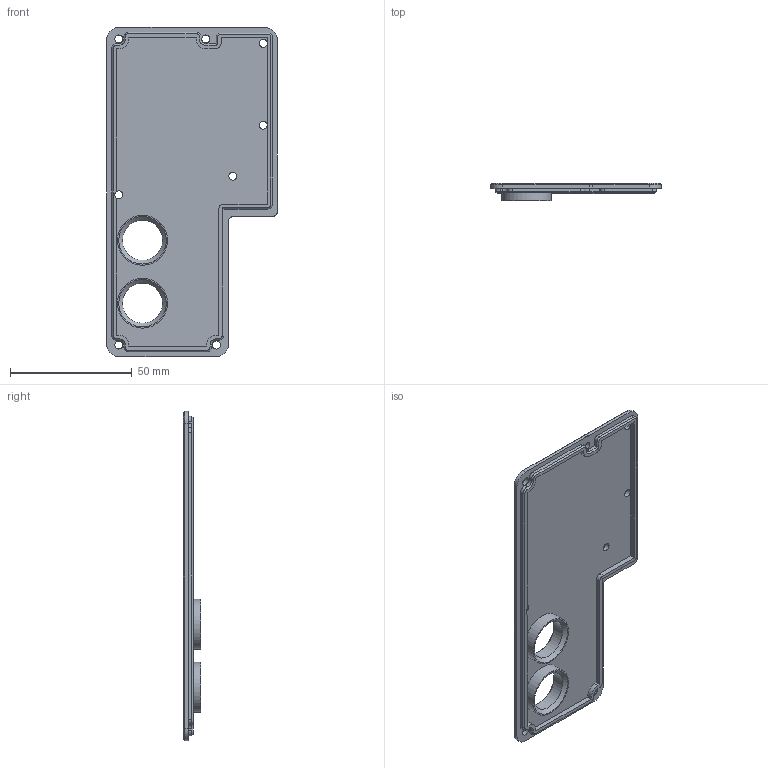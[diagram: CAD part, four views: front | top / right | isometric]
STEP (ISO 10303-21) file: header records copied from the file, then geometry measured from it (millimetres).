
FILE_DESCRIPTION(/* description */ (''),/* implementation_level */ '2;1');
FILE_NAME(/* name */ 'Case_Cover.step',/* time_stamp */ '2020-06-02T20:10:13+02:00',/* author */ (''),/* organization */ (''),/* preprocessor_version */ 'ST-DEVELOPER v18.1',/* originating_system */ 'Autodesk Translation Framework v9.3.0.1241',/* authorisation */ '');
FILE_SCHEMA (('AUTOMOTIVE_DESIGN { 1 0 10303 214 3 1 1 }'));
Length unit declared in the file: millimetre
Products named in the file (2): New Case flipped_Power; OBS-C-002-V1 v1
Assembly tree (1 placements, depth 2):
  New Case flipped_Power
    OBS-C-002-V1 v1
Bounding box: 70 x 7 x 135 mm (x, y, z)
Volume: 17761.3 mm3; surface area: 19354.1 mm2
Topology: 1 solids, 1 shells, 456 faces, 1229 edges, 801 vertices
Faces by surface type: bspline 215, plane 172, cylinder 43, cone 26
Full cylindrical faces by diameter (mm): 3.3 x8, 16.5 x2, 20.5 x2
Entity records: 16243 total; most frequent: CARTESIAN_POINT 6113, ORIENTED_EDGE 2458, DIRECTION 1406, EDGE_CURVE 1229, VERTEX_POINT 801, LINE 682, VECTOR 682, EDGE_LOOP 502
